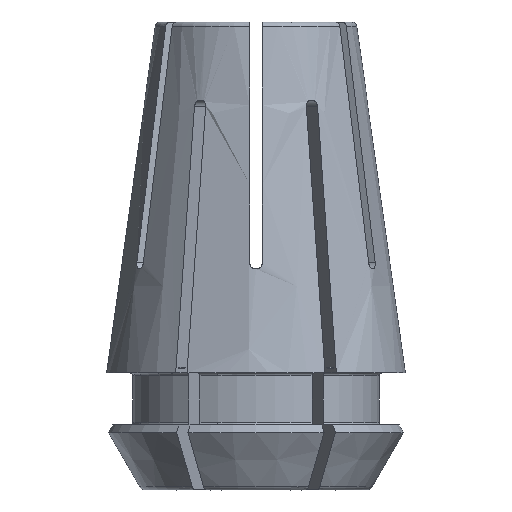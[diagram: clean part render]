
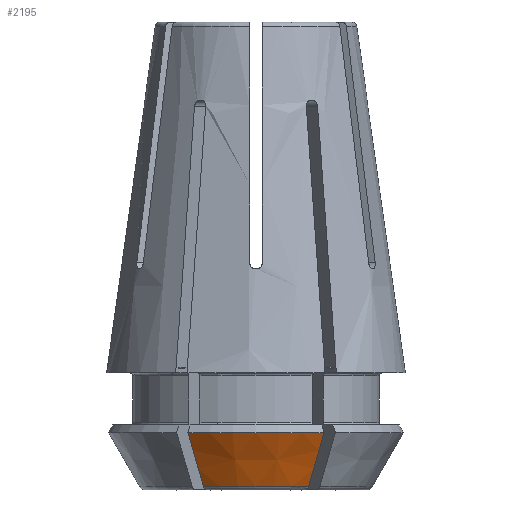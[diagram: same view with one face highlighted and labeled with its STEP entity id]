
A CAD part, left-side view. The second image highlights one B-rep face of the part: STEP entity #2195.
In plain terms, the highlighted conical face has half-angle 30 degrees and reference radius 4.479 mm.
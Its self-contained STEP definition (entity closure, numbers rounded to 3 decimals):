
#25=CONICAL_SURFACE('',#2448,4.479,0.524);
#308=CIRCLE('',#2447,4.479);
#309=CIRCLE('',#2449,9288.163);
#310=CIRCLE('',#2450,5.681);
#311=CIRCLE('',#2451,9288.163);
#565=ORIENTED_EDGE('',*,*,#1223,.F.);
#566=ORIENTED_EDGE('',*,*,#1224,.F.);
#567=ORIENTED_EDGE('',*,*,#1225,.T.);
#568=ORIENTED_EDGE('',*,*,#1221,.T.);
#1221=EDGE_CURVE('',#1532,#1531,#308,.T.);
#1223=EDGE_CURVE('',#1533,#1531,#309,.T.);
#1224=EDGE_CURVE('',#1534,#1533,#310,.T.);
#1225=EDGE_CURVE('',#1534,#1532,#311,.T.);
#1531=VERTEX_POINT('',#3672);
#1532=VERTEX_POINT('',#3674);
#1533=VERTEX_POINT('',#3681);
#1534=VERTEX_POINT('',#3683);
#1917=EDGE_LOOP('',(#565,#566,#567,#568));
#2047=FACE_BOUND('',#1917,.T.);
#2195=ADVANCED_FACE('',(#2047),#25,.T.);
#2447=AXIS2_PLACEMENT_3D('',#3673,#2843,#2844);
#2448=AXIS2_PLACEMENT_3D('',#3679,#2845,#2846);
#2449=AXIS2_PLACEMENT_3D('',#3680,#2847,#2848);
#2450=AXIS2_PLACEMENT_3D('',#3682,#2849,#2850);
#2451=AXIS2_PLACEMENT_3D('',#3684,#2851,#2852);
#2843=DIRECTION('',(0.,0.,1.));
#2844=DIRECTION('',(1.,0.,0.));
#2845=DIRECTION('',(0.,0.,1.));
#2846=DIRECTION('',(1.,0.,0.));
#2847=DIRECTION('',(0.5,-0.866,0.));
#2848=DIRECTION('',(-0.75,-0.433,-0.5));
#2849=DIRECTION('',(0.,0.,1.));
#2850=DIRECTION('',(1.,0.,0.));
#2851=DIRECTION('',(-0.5,-0.866,0.));
#2852=DIRECTION('',(-0.75,0.433,-0.5));
#3672=CARTESIAN_POINT('',(-3.998,-2.019,-4.375));
#3673=CARTESIAN_POINT('',(0.,0.,-4.375));
#3674=CARTESIAN_POINT('',(-3.998,2.019,-4.375));
#3679=CARTESIAN_POINT('',(0.,0.,-4.375));
#3680=CARTESIAN_POINT('',(6959.46,4018.335,4645.032));
#3681=CARTESIAN_POINT('',(-5.04,-2.621,-2.293));
#3682=CARTESIAN_POINT('',(0.,0.,-2.293));
#3683=CARTESIAN_POINT('',(-5.04,2.621,-2.293));
#3684=CARTESIAN_POINT('',(6959.46,-4018.335,4645.032));
